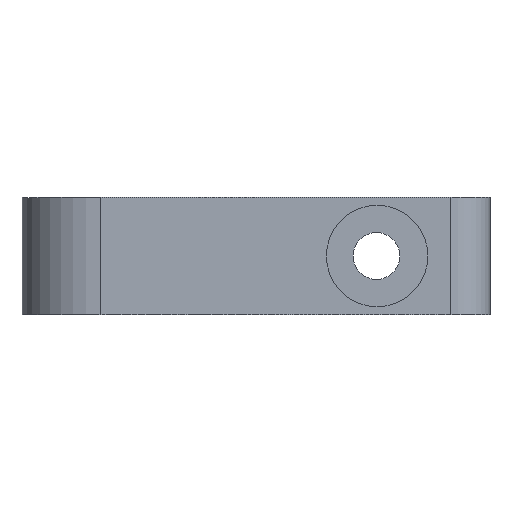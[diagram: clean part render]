
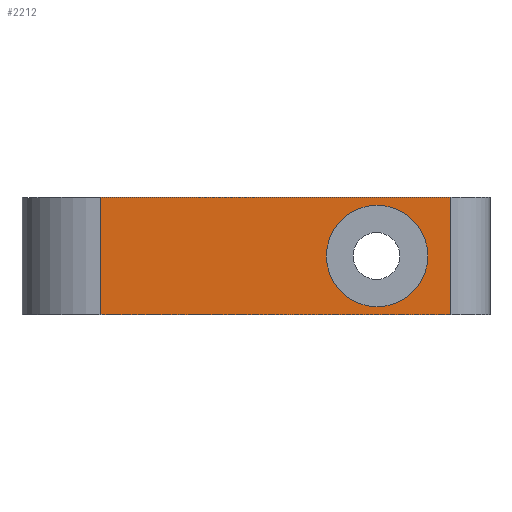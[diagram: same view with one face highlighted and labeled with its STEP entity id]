
A CAD part, front view. The second image highlights one B-rep face of the part: STEP entity #2212.
In plain terms, the highlighted planar face has unit normal (0, -1, 0).
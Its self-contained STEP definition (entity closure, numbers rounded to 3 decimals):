
#457 = PLANE('',#458);
#458 = AXIS2_PLACEMENT_3D('',#459,#460,#461);
#459 = CARTESIAN_POINT('',(22.366,70.018,0.));
#460 = DIRECTION('',(-0.,-0.,-1.));
#461 = DIRECTION('',(-1.,0.,0.));
#511 = PLANE('',#512);
#512 = AXIS2_PLACEMENT_3D('',#513,#514,#515);
#513 = CARTESIAN_POINT('',(22.366,70.018,15.));
#514 = DIRECTION('',(-0.,-0.,-1.));
#515 = DIRECTION('',(-1.,0.,0.));
#1002 = VERTEX_POINT('',#1003);
#1003 = CARTESIAN_POINT('',(55.,0.,0.));
#1018 = CYLINDRICAL_SURFACE('',#1019,5.);
#1019 = AXIS2_PLACEMENT_3D('',#1020,#1021,#1022);
#1020 = CARTESIAN_POINT('',(55.,5.,0.));
#1021 = DIRECTION('',(0.,0.,1.));
#1022 = DIRECTION('',(1.,0.,0.));
#1030 = EDGE_CURVE('',#1002,#1031,#1033,.T.);
#1031 = VERTEX_POINT('',#1032);
#1032 = CARTESIAN_POINT('',(10.,0.,0.));
#1033 = SURFACE_CURVE('',#1034,(#1038,#1045),.PCURVE_S1.);
#1034 = LINE('',#1035,#1036);
#1035 = CARTESIAN_POINT('',(60.,0.,0.));
#1036 = VECTOR('',#1037,1.);
#1037 = DIRECTION('',(-1.,0.,0.));
#1038 = PCURVE('',#457,#1039);
#1039 = DEFINITIONAL_REPRESENTATION('',(#1040),#1044);
#1040 = LINE('',#1041,#1042);
#1041 = CARTESIAN_POINT('',(-37.634,-70.018));
#1042 = VECTOR('',#1043,1.);
#1043 = DIRECTION('',(1.,0.));
#1044 = ( GEOMETRIC_REPRESENTATION_CONTEXT(2) 
PARAMETRIC_REPRESENTATION_CONTEXT() REPRESENTATION_CONTEXT('2D SPACE',''
  ) );
#1045 = PCURVE('',#1046,#1051);
#1046 = PLANE('',#1047);
#1047 = AXIS2_PLACEMENT_3D('',#1048,#1049,#1050);
#1048 = CARTESIAN_POINT('',(60.,0.,0.));
#1049 = DIRECTION('',(0.,-1.,0.));
#1050 = DIRECTION('',(-1.,0.,0.));
#1051 = DEFINITIONAL_REPRESENTATION('',(#1052),#1056);
#1052 = LINE('',#1053,#1054);
#1053 = CARTESIAN_POINT('',(0.,-0.));
#1054 = VECTOR('',#1055,1.);
#1055 = DIRECTION('',(1.,0.));
#1056 = ( GEOMETRIC_REPRESENTATION_CONTEXT(2) 
PARAMETRIC_REPRESENTATION_CONTEXT() REPRESENTATION_CONTEXT('2D SPACE',''
  ) );
#1077 = CYLINDRICAL_SURFACE('',#1078,10.);
#1078 = AXIS2_PLACEMENT_3D('',#1079,#1080,#1081);
#1079 = CARTESIAN_POINT('',(10.,10.,0.));
#1080 = DIRECTION('',(0.,0.,1.));
#1081 = DIRECTION('',(-1.,0.,0.));
#1605 = VERTEX_POINT('',#1606);
#1606 = CARTESIAN_POINT('',(55.,0.,15.));
#1628 = EDGE_CURVE('',#1605,#1629,#1631,.T.);
#1629 = VERTEX_POINT('',#1630);
#1630 = CARTESIAN_POINT('',(10.,0.,15.));
#1631 = SURFACE_CURVE('',#1632,(#1636,#1643),.PCURVE_S1.);
#1632 = LINE('',#1633,#1634);
#1633 = CARTESIAN_POINT('',(60.,0.,15.));
#1634 = VECTOR('',#1635,1.);
#1635 = DIRECTION('',(-1.,0.,0.));
#1636 = PCURVE('',#511,#1637);
#1637 = DEFINITIONAL_REPRESENTATION('',(#1638),#1642);
#1638 = LINE('',#1639,#1640);
#1639 = CARTESIAN_POINT('',(-37.634,-70.018));
#1640 = VECTOR('',#1641,1.);
#1641 = DIRECTION('',(1.,0.));
#1642 = ( GEOMETRIC_REPRESENTATION_CONTEXT(2) 
PARAMETRIC_REPRESENTATION_CONTEXT() REPRESENTATION_CONTEXT('2D SPACE',''
  ) );
#1643 = PCURVE('',#1046,#1644);
#1644 = DEFINITIONAL_REPRESENTATION('',(#1645),#1649);
#1645 = LINE('',#1646,#1647);
#1646 = CARTESIAN_POINT('',(0.,-15.));
#1647 = VECTOR('',#1648,1.);
#1648 = DIRECTION('',(1.,0.));
#1649 = ( GEOMETRIC_REPRESENTATION_CONTEXT(2) 
PARAMETRIC_REPRESENTATION_CONTEXT() REPRESENTATION_CONTEXT('2D SPACE',''
  ) );
#2163 = EDGE_CURVE('',#1031,#1629,#2164,.T.);
#2164 = SURFACE_CURVE('',#2165,(#2169,#2176),.PCURVE_S1.);
#2165 = LINE('',#2166,#2167);
#2166 = CARTESIAN_POINT('',(10.,0.,0.));
#2167 = VECTOR('',#2168,1.);
#2168 = DIRECTION('',(0.,0.,1.));
#2169 = PCURVE('',#1077,#2170);
#2170 = DEFINITIONAL_REPRESENTATION('',(#2171),#2175);
#2171 = LINE('',#2172,#2173);
#2172 = CARTESIAN_POINT('',(1.571,0.));
#2173 = VECTOR('',#2174,1.);
#2174 = DIRECTION('',(0.,1.));
#2175 = ( GEOMETRIC_REPRESENTATION_CONTEXT(2) 
PARAMETRIC_REPRESENTATION_CONTEXT() REPRESENTATION_CONTEXT('2D SPACE',''
  ) );
#2176 = PCURVE('',#1046,#2177);
#2177 = DEFINITIONAL_REPRESENTATION('',(#2178),#2182);
#2178 = LINE('',#2179,#2180);
#2179 = CARTESIAN_POINT('',(50.,0.));
#2180 = VECTOR('',#2181,1.);
#2181 = DIRECTION('',(0.,-1.));
#2182 = ( GEOMETRIC_REPRESENTATION_CONTEXT(2) 
PARAMETRIC_REPRESENTATION_CONTEXT() REPRESENTATION_CONTEXT('2D SPACE',''
  ) );
#2212 = ADVANCED_FACE('',(#2213,#2239),#1046,.T.);
#2213 = FACE_BOUND('',#2214,.T.);
#2214 = EDGE_LOOP('',(#2215,#2216,#2237,#2238));
#2215 = ORIENTED_EDGE('',*,*,#1030,.F.);
#2216 = ORIENTED_EDGE('',*,*,#2217,.T.);
#2217 = EDGE_CURVE('',#1002,#1605,#2218,.T.);
#2218 = SURFACE_CURVE('',#2219,(#2223,#2230),.PCURVE_S1.);
#2219 = LINE('',#2220,#2221);
#2220 = CARTESIAN_POINT('',(55.,0.,0.));
#2221 = VECTOR('',#2222,1.);
#2222 = DIRECTION('',(0.,0.,1.));
#2223 = PCURVE('',#1046,#2224);
#2224 = DEFINITIONAL_REPRESENTATION('',(#2225),#2229);
#2225 = LINE('',#2226,#2227);
#2226 = CARTESIAN_POINT('',(5.,0.));
#2227 = VECTOR('',#2228,1.);
#2228 = DIRECTION('',(0.,-1.));
#2229 = ( GEOMETRIC_REPRESENTATION_CONTEXT(2) 
PARAMETRIC_REPRESENTATION_CONTEXT() REPRESENTATION_CONTEXT('2D SPACE',''
  ) );
#2230 = PCURVE('',#1018,#2231);
#2231 = DEFINITIONAL_REPRESENTATION('',(#2232),#2236);
#2232 = LINE('',#2233,#2234);
#2233 = CARTESIAN_POINT('',(-1.571,0.));
#2234 = VECTOR('',#2235,1.);
#2235 = DIRECTION('',(-0.,1.));
#2236 = ( GEOMETRIC_REPRESENTATION_CONTEXT(2) 
PARAMETRIC_REPRESENTATION_CONTEXT() REPRESENTATION_CONTEXT('2D SPACE',''
  ) );
#2237 = ORIENTED_EDGE('',*,*,#1628,.T.);
#2238 = ORIENTED_EDGE('',*,*,#2163,.F.);
#2239 = FACE_BOUND('',#2240,.T.);
#2240 = EDGE_LOOP('',(#2241));
#2241 = ORIENTED_EDGE('',*,*,#2242,.F.);
#2242 = EDGE_CURVE('',#2243,#2243,#2245,.T.);
#2243 = VERTEX_POINT('',#2244);
#2244 = CARTESIAN_POINT('',(52.023,0.,7.5));
#2245 = SURFACE_CURVE('',#2246,(#2251,#2258),.PCURVE_S1.);
#2246 = CIRCLE('',#2247,6.5);
#2247 = AXIS2_PLACEMENT_3D('',#2248,#2249,#2250);
#2248 = CARTESIAN_POINT('',(45.523,0.,7.5));
#2249 = DIRECTION('',(0.,-1.,0.));
#2250 = DIRECTION('',(1.,0.,0.));
#2251 = PCURVE('',#1046,#2252);
#2252 = DEFINITIONAL_REPRESENTATION('',(#2253),#2257);
#2253 = CIRCLE('',#2254,6.5);
#2254 = AXIS2_PLACEMENT_2D('',#2255,#2256);
#2255 = CARTESIAN_POINT('',(14.477,-7.5));
#2256 = DIRECTION('',(-1.,-0.));
#2257 = ( GEOMETRIC_REPRESENTATION_CONTEXT(2) 
PARAMETRIC_REPRESENTATION_CONTEXT() REPRESENTATION_CONTEXT('2D SPACE',''
  ) );
#2258 = PCURVE('',#2259,#2264);
#2259 = CYLINDRICAL_SURFACE('',#2260,6.5);
#2260 = AXIS2_PLACEMENT_3D('',#2261,#2262,#2263);
#2261 = CARTESIAN_POINT('',(45.523,0.,7.5));
#2262 = DIRECTION('',(0.,-1.,0.));
#2263 = DIRECTION('',(1.,0.,0.));
#2264 = DEFINITIONAL_REPRESENTATION('',(#2265),#2269);
#2265 = LINE('',#2266,#2267);
#2266 = CARTESIAN_POINT('',(0.,0.));
#2267 = VECTOR('',#2268,1.);
#2268 = DIRECTION('',(1.,0.));
#2269 = ( GEOMETRIC_REPRESENTATION_CONTEXT(2) 
PARAMETRIC_REPRESENTATION_CONTEXT() REPRESENTATION_CONTEXT('2D SPACE',''
  ) );
